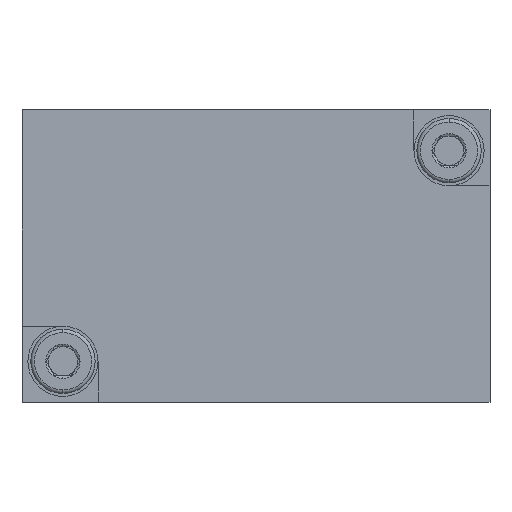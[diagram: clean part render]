
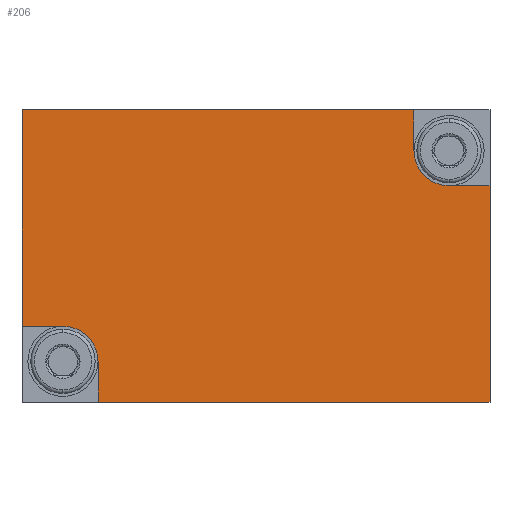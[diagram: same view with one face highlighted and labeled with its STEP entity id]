
A CAD part, front view. The second image highlights one B-rep face of the part: STEP entity #206.
In plain terms, the highlighted planar face has unit normal (0, -1, 0).
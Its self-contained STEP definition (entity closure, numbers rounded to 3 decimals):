
#117=CARTESIAN_POINT('',(0.,0.,0.));
#118=DIRECTION('',(0.,1.,0.));
#119=DIRECTION('',(0.,0.,1.));
#120=AXIS2_PLACEMENT_3D('',#117,#118,#119);
#121=PLANE('',#120);
#122=CARTESIAN_POINT('',(0.,0.,-18.5));
#123=VERTEX_POINT('',#122);
#124=CARTESIAN_POINT('',(3.5,0.,-18.5));
#125=VERTEX_POINT('',#124);
#126=CARTESIAN_POINT('',(0.,0.,-18.5));
#127=DIRECTION('',(1.,0.,-0.));
#128=VECTOR('',#127,3.5);
#129=LINE('',#126,#128);
#130=EDGE_CURVE('',#123,#125,#129,.T.);
#131=ORIENTED_EDGE('',*,*,#130,.T.);
#132=CARTESIAN_POINT('',(6.5,0.,-21.5));
#133=VERTEX_POINT('',#132);
#134=CARTESIAN_POINT('',(3.5,0.,-21.5));
#135=DIRECTION('',(-0.,1.,0.));
#136=DIRECTION('',(1.,0.,0.));
#137=AXIS2_PLACEMENT_3D('',#134,#135,#136);
#138=CIRCLE('',#137,3.);
#139=EDGE_CURVE('',#125,#133,#138,.T.);
#140=ORIENTED_EDGE('',*,*,#139,.T.);
#141=CARTESIAN_POINT('',(6.5,0.,-25.));
#142=VERTEX_POINT('',#141);
#143=CARTESIAN_POINT('',(6.5,0.,-21.5));
#144=DIRECTION('',(0.,0.,-1.));
#145=VECTOR('',#144,3.5);
#146=LINE('',#143,#145);
#147=EDGE_CURVE('',#133,#142,#146,.T.);
#148=ORIENTED_EDGE('',*,*,#147,.T.);
#149=CARTESIAN_POINT('',(40.,0.,-25.));
#150=VERTEX_POINT('',#149);
#151=CARTESIAN_POINT('',(40.,0.,-25.));
#152=DIRECTION('',(-1.,0.,0.));
#153=VECTOR('',#152,33.5);
#154=LINE('',#151,#153);
#155=EDGE_CURVE('',#150,#142,#154,.T.);
#156=ORIENTED_EDGE('',*,*,#155,.F.);
#157=CARTESIAN_POINT('',(40.,0.,-6.5));
#158=VERTEX_POINT('',#157);
#159=CARTESIAN_POINT('',(40.,0.,-6.5));
#160=DIRECTION('',(0.,0.,-1.));
#161=VECTOR('',#160,18.5);
#162=LINE('',#159,#161);
#163=EDGE_CURVE('',#158,#150,#162,.T.);
#164=ORIENTED_EDGE('',*,*,#163,.F.);
#165=CARTESIAN_POINT('',(36.5,0.,-6.5));
#166=VERTEX_POINT('',#165);
#167=CARTESIAN_POINT('',(40.,0.,-6.5));
#168=DIRECTION('',(-1.,0.,0.));
#169=VECTOR('',#168,3.5);
#170=LINE('',#167,#169);
#171=EDGE_CURVE('',#158,#166,#170,.T.);
#172=ORIENTED_EDGE('',*,*,#171,.T.);
#173=CARTESIAN_POINT('',(33.5,0.,-3.5));
#174=VERTEX_POINT('',#173);
#175=CARTESIAN_POINT('',(36.5,0.,-3.5));
#176=DIRECTION('',(-0.,1.,0.));
#177=DIRECTION('',(1.,0.,0.));
#178=AXIS2_PLACEMENT_3D('',#175,#176,#177);
#179=CIRCLE('',#178,3.);
#180=EDGE_CURVE('',#166,#174,#179,.T.);
#181=ORIENTED_EDGE('',*,*,#180,.T.);
#182=CARTESIAN_POINT('',(33.5,0.,0.));
#183=VERTEX_POINT('',#182);
#184=CARTESIAN_POINT('',(33.5,0.,-3.5));
#185=DIRECTION('',(0.,0.,1.));
#186=VECTOR('',#185,3.5);
#187=LINE('',#184,#186);
#188=EDGE_CURVE('',#174,#183,#187,.T.);
#189=ORIENTED_EDGE('',*,*,#188,.T.);
#190=CARTESIAN_POINT('',(0.,0.,0.));
#191=VERTEX_POINT('',#190);
#192=CARTESIAN_POINT('',(0.,0.,0.));
#193=DIRECTION('',(1.,0.,-0.));
#194=VECTOR('',#193,33.5);
#195=LINE('',#192,#194);
#196=EDGE_CURVE('',#191,#183,#195,.T.);
#197=ORIENTED_EDGE('',*,*,#196,.F.);
#198=CARTESIAN_POINT('',(0.,0.,-18.5));
#199=DIRECTION('',(0.,0.,1.));
#200=VECTOR('',#199,18.5);
#201=LINE('',#198,#200);
#202=EDGE_CURVE('',#123,#191,#201,.T.);
#203=ORIENTED_EDGE('',*,*,#202,.F.);
#204=EDGE_LOOP('',(#131,#140,#148,#156,#164,#172,#181,#189,#197,#203));
#205=FACE_BOUND('',#204,.T.);
#206=ADVANCED_FACE('',(#205),#121,.F.);
